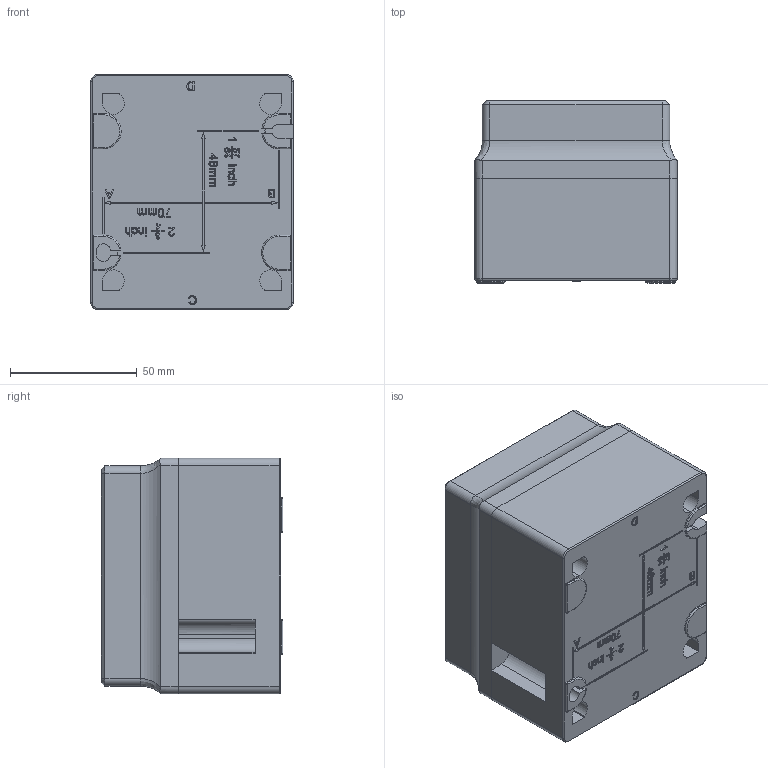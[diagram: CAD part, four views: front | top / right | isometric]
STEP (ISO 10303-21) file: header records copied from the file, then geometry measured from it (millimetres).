
FILE_DESCRIPTION (( 'STEP AP203' ), '1' );
FILE_NAME ('8040_1180_-Leergehaeuse.STEP', '2015-03-07T08:54:11', ( '' ), ( '' ), 'SwSTEP 2.0', 'SolidWorks 2015', '' );
FILE_SCHEMA (( 'CONFIG_CONTROL_DESIGN' ));
Length unit declared in the file: millimetre
Products named in the file (6): 80_409_04_04_0; 80_409_01_50_0; 80_409_01_05_6_geschlossen; 509_626_0; 8040_1180_-Leergehaeuse
Assembly tree (11 placements, depth 3):
  8040_1180_-Leergehaeuse
    80_409_04_04_0
      80_409_04_04_0
      80_409_01_50_0  x4
    80_409_01_05_6_geschlossen
    509_626_0  x4
Bounding box: 80 x 71.8 x 93 mm (x, y, z)
Volume: 156770.1 mm3; surface area: 88272 mm2
Topology: 10 solids, 10 shells, 2280 faces, 5991 edges, 3866 vertices
Faces by surface type: plane 1402, bspline 325, cylinder 293, cone 168, torus 76, sphere 16
Entity records: 70205 total; most frequent: CARTESIAN_POINT 29422, ORIENTED_EDGE 8902, DIRECTION 7166, EDGE_CURVE 4451, LINE 2880, VECTOR 2880, VERTEX_POINT 2873, AXIS2_PLACEMENT_3D 2143
